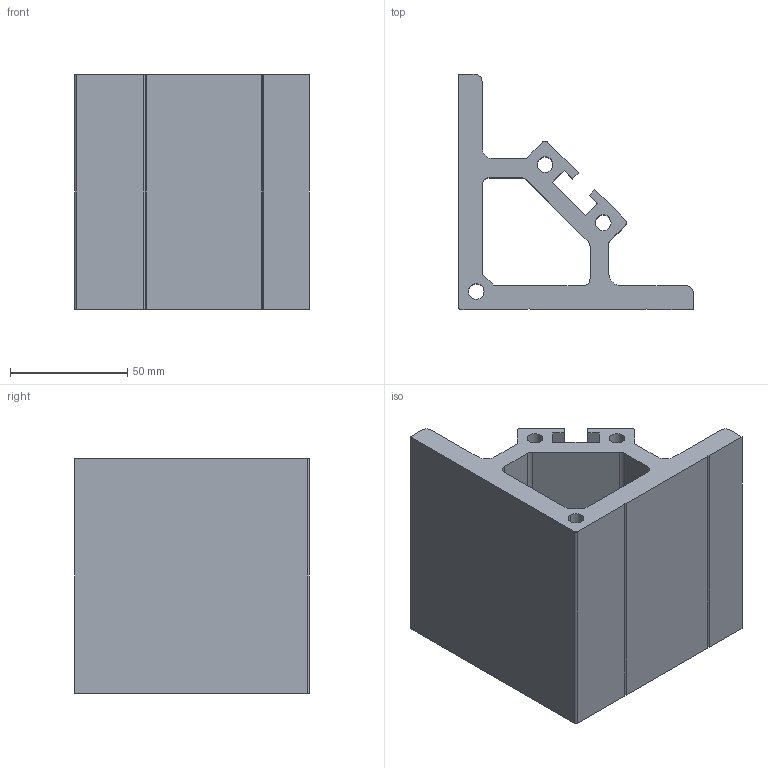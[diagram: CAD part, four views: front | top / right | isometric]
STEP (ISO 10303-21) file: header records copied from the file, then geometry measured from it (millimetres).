
FILE_DESCRIPTION(('Creo Elements/Direct Modeling STEP Export'),'2;1');
FILE_NAME('44.0025.2_Hybridwinkelprofil-MMS_100x100.stp','2022-03-21T 8:55:46',(''),(''),'PTC Creo Elements/Direct Modeling STEP processor for AP214 (Solid Model)','PTC Creo Elements/Direct Modeling 19.0C 15-Aug-2015 (C) Parametric Technology GmbH','');
FILE_SCHEMA(('AUTOMOTIVE_DESIGN { 1 0 10303 214 1 1 1 1 }'));
Length unit declared in the file: millimetre
Products named in the file (2): Hybridwinkelprofil-MMS_100x100_44.0025.2_PX171797
Assembly tree (1 placements, depth 2):
  Hybridwinkelprofil-MMS_100x100_44.0025.2_PX171797
    Hybridwinkelprofil-MMS_100x100_44.0025.2_PX171797
Bounding box: 100 x 100 x 100 mm (x, y, z)
Volume: 278636.9 mm3; surface area: 71611.5 mm2
Topology: 1 solids, 1 shells, 54 faces, 156 edges, 104 vertices
Faces by surface type: plane 33, cylinder 21
Entity records: 1787 total; most frequent: ORIENTED_EDGE 312, CARTESIAN_POINT 304, DIRECTION 290, EDGE_CURVE 156, VECTOR 110, LINE 110, VERTEX_POINT 104, AXIS2_PLACEMENT_3D 90
